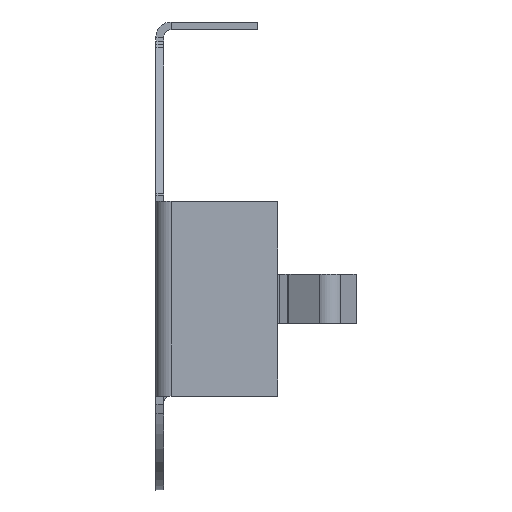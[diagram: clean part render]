
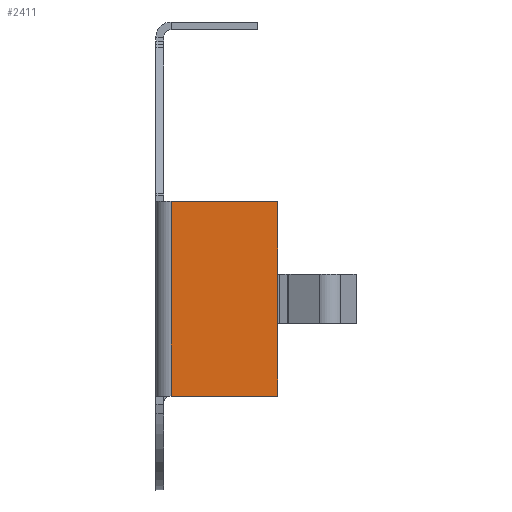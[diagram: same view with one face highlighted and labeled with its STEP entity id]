
A CAD part, left-side view. The second image highlights one B-rep face of the part: STEP entity #2411.
In plain terms, the highlighted planar face has unit normal (-1, 0, 0).
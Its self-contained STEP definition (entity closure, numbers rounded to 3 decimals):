
#175=FACE_OUTER_BOUND('',#328,.T.);
#328=EDGE_LOOP('',(#1760,#1761,#1762,#1763,#1764,#1765));
#436=LINE('',#3414,#717);
#526=LINE('',#3674,#807);
#527=LINE('',#3677,#808);
#529=LINE('',#3681,#810);
#530=LINE('',#3683,#811);
#531=LINE('',#3684,#812);
#717=VECTOR('',#2734,10.);
#807=VECTOR('',#2948,10.);
#808=VECTOR('',#2951,10.);
#810=VECTOR('',#2955,10.);
#811=VECTOR('',#2956,10.);
#812=VECTOR('',#2957,10.);
#998=VERTEX_POINT('',#3411);
#999=VERTEX_POINT('',#3413);
#1059=VERTEX_POINT('',#3672);
#1060=VERTEX_POINT('',#3676);
#1061=VERTEX_POINT('',#3680);
#1062=VERTEX_POINT('',#3682);
#1197=EDGE_CURVE('',#998,#999,#436,.T.);
#1310=EDGE_CURVE('',#998,#1059,#526,.T.);
#1311=EDGE_CURVE('',#1060,#999,#527,.T.);
#1313=EDGE_CURVE('',#1059,#1061,#529,.T.);
#1314=EDGE_CURVE('',#1061,#1062,#530,.T.);
#1315=EDGE_CURVE('',#1062,#1060,#531,.T.);
#1760=ORIENTED_EDGE('',*,*,#1197,.F.);
#1761=ORIENTED_EDGE('',*,*,#1310,.T.);
#1762=ORIENTED_EDGE('',*,*,#1313,.T.);
#1763=ORIENTED_EDGE('',*,*,#1314,.T.);
#1764=ORIENTED_EDGE('',*,*,#1315,.T.);
#1765=ORIENTED_EDGE('',*,*,#1311,.T.);
#2282=PLANE('',#2590);
#2411=ADVANCED_FACE('',(#175),#2282,.T.);
#2590=AXIS2_PLACEMENT_3D('',#3679,#2953,#2954);
#2734=DIRECTION('',(0.,0.,-1.));
#2948=DIRECTION('',(0.,0.,1.));
#2951=DIRECTION('',(0.,0.,1.));
#2953=DIRECTION('center_axis',(-1.,0.,0.));
#2954=DIRECTION('ref_axis',(0.,0.,1.));
#2955=DIRECTION('',(0.,1.,0.));
#2956=DIRECTION('',(0.,0.,-1.));
#2957=DIRECTION('',(0.,-1.,0.));
#3411=CARTESIAN_POINT('',(-8.487,0.003,0.686));
#3413=CARTESIAN_POINT('',(-8.487,0.003,-0.914));
#3414=CARTESIAN_POINT('',(-8.487,0.003,5.049));
#3672=CARTESIAN_POINT('',(-8.487,0.003,3.061));
#3674=CARTESIAN_POINT('',(-8.487,0.003,3.061));
#3676=CARTESIAN_POINT('',(-8.487,0.003,-3.289));
#3677=CARTESIAN_POINT('',(-8.487,0.003,3.061));
#3679=CARTESIAN_POINT('Origin',(-8.487,12.022,10.098));
#3680=CARTESIAN_POINT('',(-8.487,3.47,3.061));
#3681=CARTESIAN_POINT('',(-8.487,3.753,3.061));
#3682=CARTESIAN_POINT('',(-8.487,3.47,-3.289));
#3683=CARTESIAN_POINT('',(-8.487,3.47,5.049));
#3684=CARTESIAN_POINT('',(-8.487,3.753,-3.289));
